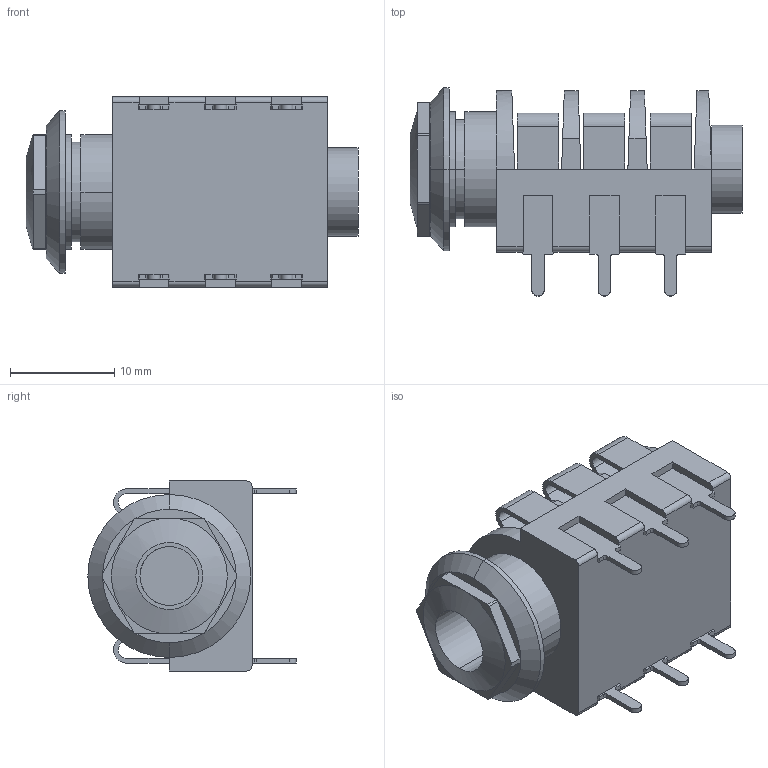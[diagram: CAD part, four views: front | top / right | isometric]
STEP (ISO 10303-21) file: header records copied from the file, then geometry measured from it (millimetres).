
FILE_DESCRIPTION (( 'STEP AP214' ), '1' );
FILE_NAME ('User Library-Audio Jack Neutrik Amphenol 6.35.STEP', '2017-06-14T08:30:14', ( 'Windows User' ), ( '' ), 'SwSTEP 2.0', 'SolidWorks 2017', '' );
FILE_SCHEMA (( 'AUTOMOTIVE_DESIGN' ));
Length unit declared in the file: millimetre
Products named in the file (3): User Library-Audio Jack Neutrik Amphenol 6.35_SW3dPS-NMJ6HCD2_Imported4; User Library-Audio Jack Neutrik Amphenol 6.35_SW3dPS-NMJ6HCD2_Imported5; User Library-Audio Jack Neutrik Amphenol 6.35
Assembly tree (2 placements, depth 2):
  User Library-Audio Jack Neutrik Amphenol 6.35
    User Library-Audio Jack Neutrik Amphenol 6.35_SW3dPS-NMJ6HCD2_Imported5
    User Library-Audio Jack Neutrik Amphenol 6.35_SW3dPS-NMJ6HCD2_Imported4
Bounding box: 31.79 x 19.94 x 18.2 mm (x, y, z)
Volume: 4133.4 mm3; surface area: 4053.8 mm2
Topology: 2 solids, 2 shells, 219 faces, 612 edges, 404 vertices
Faces by surface type: plane 138, cylinder 76, cone 4, sphere 1
Entity records: 9556 total; most frequent: CARTESIAN_POINT 1297, ORIENTED_EDGE 1224, DIRECTION 1192, EDGE_CURVE 612, VECTOR 442, LINE 442, VERTEX_POINT 404, AXIS2_PLACEMENT_3D 375
